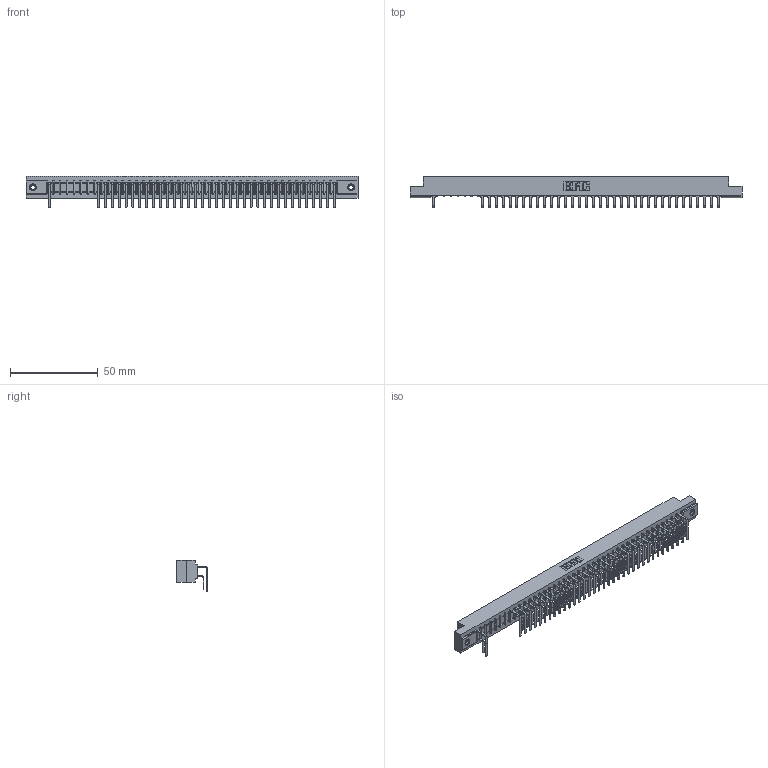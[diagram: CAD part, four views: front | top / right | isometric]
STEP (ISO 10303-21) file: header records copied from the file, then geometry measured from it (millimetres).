
FILE_DESCRIPTION (( 'STEP AP203' ), '1' );
FILE_NAME ('307-042-559-107.STEP', '2018-08-05T17:17:43', ( '' ), ( '' ), 'SwSTEP 2.0', 'SolidWorks 2016', '' );
FILE_SCHEMA (( 'CONFIG_CONTROL_DESIGN' ));
Length unit declared in the file: inch
Products named in the file (5): 307-042-559-107; 307 Part_.156 Dia Mounting Holes; 307-290-001_558 559 - 1 (Single); 307-290-001_559 - 2 (Single); 345-250-001_345-250-005-103
Assembly tree (74 placements, depth 2):
  307-042-559-107
    307 Part_.156 Dia Mounting Holes
    307-290-001_558 559 - 1 (Single)  x35
    307-290-001_559 - 2 (Single)  x36
    345-250-001_345-250-005-103  x2
Bounding box: 189.43 x 17.69 x 18.07 mm (x, y, z)
Volume: 20278.6 mm3; surface area: 25584.5 mm2
Topology: 74 solids, 74 shells, 3901 faces, 10957 edges, 7086 vertices
Faces by surface type: plane 2523, cylinder 1276, sphere 86, cone 12, torus 4
Entity records: 39566 total; most frequent: CARTESIAN_POINT 6514, ORIENTED_EDGE 6462, DIRECTION 6375, EDGE_CURVE 3231, VECTOR 2477, LINE 2477, VERTEX_POINT 2088, AXIS2_PLACEMENT_3D 1949
